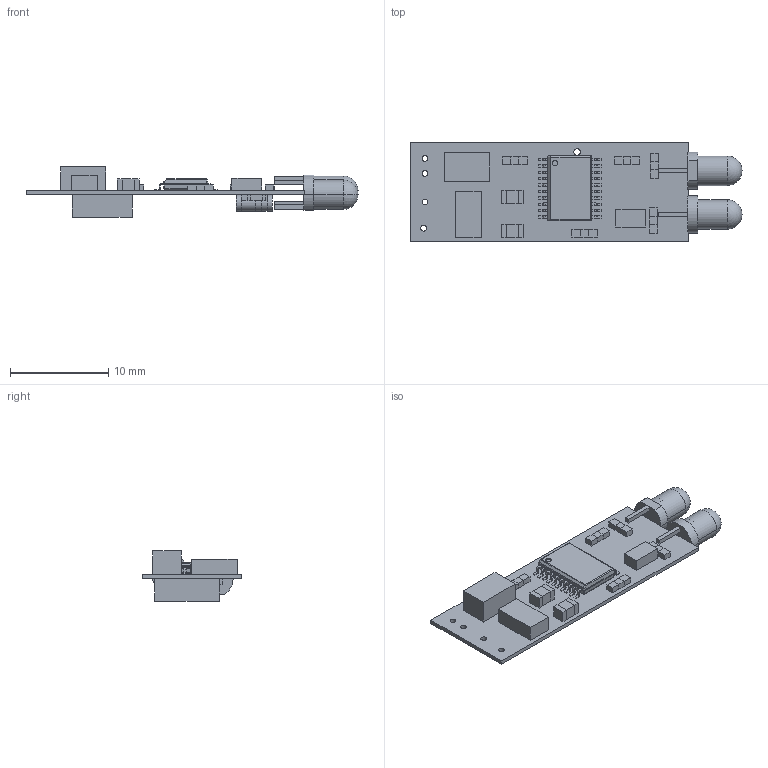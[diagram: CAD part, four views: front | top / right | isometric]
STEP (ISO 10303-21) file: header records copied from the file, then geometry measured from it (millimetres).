
FILE_DESCRIPTION(('Open CASCADE Model'),'2;1');
FILE_NAME('Open CASCADE Shape Model','2019-07-04T21:45:53',('Author'),( 'Open CASCADE'),'Open CASCADE STEP processor 6.8','Open CASCADE 6.8' ,'Unknown');
FILE_SCHEMA(('AUTOMOTIVE_DESIGN { 1 0 10303 214 1 1 1 1 }'));
Length unit declared in the file: millimetre
Products named in the file (1): PCB
Bounding box: 33.8 x 10.16 x 5.13 mm (x, y, z)
Volume: 409.7 mm3; surface area: 1321 mm2
Topology: 63 solids, 64 shells, 809 faces, 1666 edges, 975 vertices
Faces by surface type: plane 643, cylinder 132, sphere 14, bspline 8, cone 8, torus 4
Full cylindrical faces by diameter (mm): 0.562 x1, 0.6 x4, 0.67 x2, 1.64 x1, 1.642 x1, 1.7 x2
Entity records: 21790 total; most frequent: CARTESIAN_POINT 4489, DIRECTION 3453, ORIENTED_EDGE 3303, EDGE_CURVE 1652, LINE 1343, VECTOR 1343, AXIS2_PLACEMENT_3D 1055, VERTEX_POINT 975
